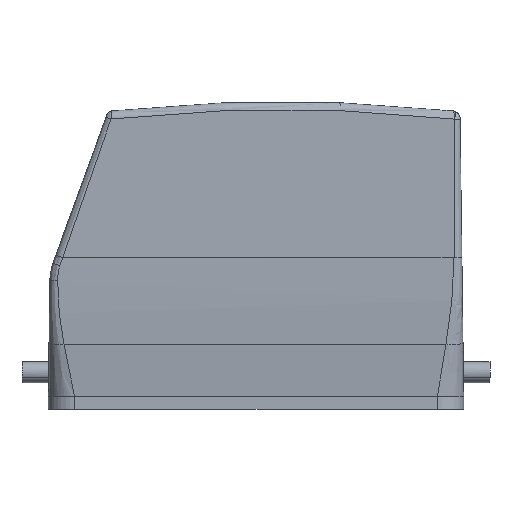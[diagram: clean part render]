
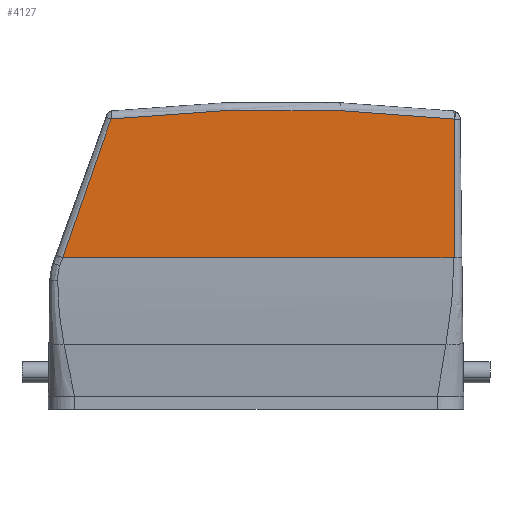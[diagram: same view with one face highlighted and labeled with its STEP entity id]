
A CAD part, left-side view. The second image highlights one B-rep face of the part: STEP entity #4127.
In plain terms, the highlighted planar face has unit normal (-1, 0, 0).
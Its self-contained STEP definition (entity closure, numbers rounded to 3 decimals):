
#4114=AXIS2_PLACEMENT_3D('Plane Axis2P3D',#4111,#4112,#4113) ;
#4118=AXIS2_PLACEMENT_3D('Circle Axis2P3D',#4116,#4117,$) ;
#1903=CARTESIAN_POINT('Line Origine',(0.,43.873,28.847)) ;
#1907=CARTESIAN_POINT('Vertex',(0.,81.259,28.847)) ;
#1909=CARTESIAN_POINT('Vertex',(0.,6.844,28.847)) ;
#2570=CARTESIAN_POINT('Control Point',(0.,72.065,55.218)) ;
#2571=CARTESIAN_POINT('Control Point',(0.,72.087,55.155)) ;
#2572=CARTESIAN_POINT('Control Point',(0.,72.11,55.091)) ;
#2573=CARTESIAN_POINT('Control Point',(0.,72.133,55.027)) ;
#2574=CARTESIAN_POINT('Control Point',(0.,72.2,54.841)) ;
#2575=CARTESIAN_POINT('Control Point',(0.,72.267,54.654)) ;
#2576=CARTESIAN_POINT('Control Point',(0.,72.359,54.399)) ;
#2577=CARTESIAN_POINT('Control Point',(0.,72.442,54.166)) ;
#2578=CARTESIAN_POINT('Control Point',(0.,72.525,53.933)) ;
#2579=CARTESIAN_POINT('Control Point',(0.,72.565,53.822)) ;
#2580=CARTESIAN_POINT('Control Point',(0.,72.644,53.601)) ;
#2581=CARTESIAN_POINT('Control Point',(0.,72.724,53.379)) ;
#2582=CARTESIAN_POINT('Control Point',(0.,72.763,53.268)) ;
#2583=CARTESIAN_POINT('Control Point',(0.,72.882,52.936)) ;
#2584=CARTESIAN_POINT('Control Point',(0.,73.001,52.604)) ;
#2585=CARTESIAN_POINT('Control Point',(0.,73.08,52.382)) ;
#2586=CARTESIAN_POINT('Control Point',(0.,73.317,51.717)) ;
#2587=CARTESIAN_POINT('Control Point',(0.,73.554,51.053)) ;
#2588=CARTESIAN_POINT('Control Point',(0.,73.711,50.609)) ;
#2589=CARTESIAN_POINT('Control Point',(0.,74.249,49.093)) ;
#2590=CARTESIAN_POINT('Control Point',(0.,74.785,47.577)) ;
#2591=CARTESIAN_POINT('Control Point',(0.,75.162,46.505)) ;
#2592=CARTESIAN_POINT('Control Point',(0.,76.292,43.286)) ;
#2593=CARTESIAN_POINT('Control Point',(0.,77.411,40.064)) ;
#2594=CARTESIAN_POINT('Control Point',(0.,78.155,37.913)) ;
#2595=CARTESIAN_POINT('Control Point',(0.,79.224,34.808)) ;
#2596=CARTESIAN_POINT('Control Point',(0.,80.288,31.7)) ;
#2597=CARTESIAN_POINT('Control Point',(0.,80.612,30.749)) ;
#2598=CARTESIAN_POINT('Control Point',(0.,80.936,29.798)) ;
#2599=CARTESIAN_POINT('Control Point',(0.,81.259,28.847)) ;
#2600=CARTESIAN_POINT('Vertex',(0.,72.065,55.218)) ;
#3350=CARTESIAN_POINT('Vertex',(0.,6.689,55.191)) ;
#3514=CARTESIAN_POINT('Control Point',(0.,6.689,55.191)) ;
#3515=CARTESIAN_POINT('Control Point',(0.,6.687,54.862)) ;
#3516=CARTESIAN_POINT('Control Point',(0.,6.685,54.529)) ;
#3517=CARTESIAN_POINT('Control Point',(0.,6.684,54.201)) ;
#3518=CARTESIAN_POINT('Control Point',(0.,6.681,53.539)) ;
#3519=CARTESIAN_POINT('Control Point',(0.,6.678,52.88)) ;
#3520=CARTESIAN_POINT('Control Point',(0.,6.677,52.549)) ;
#3521=CARTESIAN_POINT('Control Point',(0.,6.674,51.559)) ;
#3522=CARTESIAN_POINT('Control Point',(0.,6.672,50.568)) ;
#3523=CARTESIAN_POINT('Control Point',(0.,6.671,49.908)) ;
#3524=CARTESIAN_POINT('Control Point',(0.,6.67,47.928)) ;
#3525=CARTESIAN_POINT('Control Point',(0.,6.674,45.947)) ;
#3526=CARTESIAN_POINT('Control Point',(0.,6.679,44.627)) ;
#3527=CARTESIAN_POINT('Control Point',(0.,6.692,41.988)) ;
#3528=CARTESIAN_POINT('Control Point',(0.,6.711,39.349)) ;
#3529=CARTESIAN_POINT('Control Point',(0.,6.722,38.03)) ;
#3530=CARTESIAN_POINT('Control Point',(0.,6.743,35.825)) ;
#3531=CARTESIAN_POINT('Control Point',(0.,6.768,33.621)) ;
#3532=CARTESIAN_POINT('Control Point',(0.,6.78,32.735)) ;
#3533=CARTESIAN_POINT('Control Point',(0.,6.798,31.417)) ;
#3534=CARTESIAN_POINT('Control Point',(0.,6.821,30.099)) ;
#3535=CARTESIAN_POINT('Control Point',(0.,6.828,29.689)) ;
#3536=CARTESIAN_POINT('Control Point',(0.,6.836,29.272)) ;
#3537=CARTESIAN_POINT('Control Point',(0.,6.844,28.847)) ;
#4111=CARTESIAN_POINT('Axis2P3D Location',(0.,3.596,-25.715)) ;
#4116=CARTESIAN_POINT('Axis2P3D Location',(0.,39.5,-241.5)) ;
#1904=DIRECTION('Vector Direction',(0.,-1.,0.)) ;
#4112=DIRECTION('Axis2P3D Direction',(-1.,0.,0.)) ;
#4113=DIRECTION('Axis2P3D XDirection',(0.,-0.17,0.985)) ;
#4117=DIRECTION('Axis2P3D Direction',(-1.,0.,0.)) ;
#1905=VECTOR('Line Direction',#1904,1.) ;
#4122=ORIENTED_EDGE('',*,*,#4120,.T.) ;
#4123=ORIENTED_EDGE('',*,*,#2602,.F.) ;
#4124=ORIENTED_EDGE('',*,*,#1911,.T.) ;
#4125=ORIENTED_EDGE('',*,*,#3538,.T.) ;
#4127=ADVANCED_FACE('Hood',(#4126),#4115,.T.) ;
#2569=B_SPLINE_CURVE_WITH_KNOTS('',5,(#2570,#2571,#2572,#2573,#2574,#2575,#2576,#2577,#2578,#2579,#2580,#2581,#2582,#2583,#2584,#2585,#2586,#2587,#2588,#2589,#2590,#2591,#2592,#2593,#2594,#2595,#2596,#2597,#2598,#2599),.UNSPECIFIED.,.F.,.U.,(6,3,3,3,3,3,3,3,3,6),(87.603,87.947,88.598,89.189,89.78,90.962,93.325,99.047,110.491,115.531),.UNSPECIFIED.) ;
#3513=B_SPLINE_CURVE_WITH_KNOTS('',5,(#3514,#3515,#3516,#3517,#3518,#3519,#3520,#3521,#3522,#3523,#3524,#3525,#3526,#3527,#3528,#3529,#3530,#3531,#3532,#3533,#3534,#3535,#3536,#3537),.UNSPECIFIED.,.F.,.U.,(6,3,3,3,3,3,3,6),(3.972,5.619,7.265,10.558,17.144,23.729,28.158,30.315),.UNSPECIFIED.) ;
#4119=CIRCLE('generated circle',#4118,298.5) ;
#1911=EDGE_CURVE('',#1908,#1910,#1906,.T.) ;
#2602=EDGE_CURVE('',#1908,#2601,#2569,.F.) ;
#3538=EDGE_CURVE('',#1910,#3351,#3513,.F.) ;
#4120=EDGE_CURVE('',#3351,#2601,#4119,.T.) ;
#4121=EDGE_LOOP('',(#4122,#4123,#4124,#4125)) ;
#4126=FACE_OUTER_BOUND('',#4121,.T.) ;
#1906=LINE('Line',#1903,#1905) ;
#4115=PLANE('',#4114) ;
#1908=VERTEX_POINT('',#1907) ;
#1910=VERTEX_POINT('',#1909) ;
#2601=VERTEX_POINT('',#2600) ;
#3351=VERTEX_POINT('',#3350) ;
